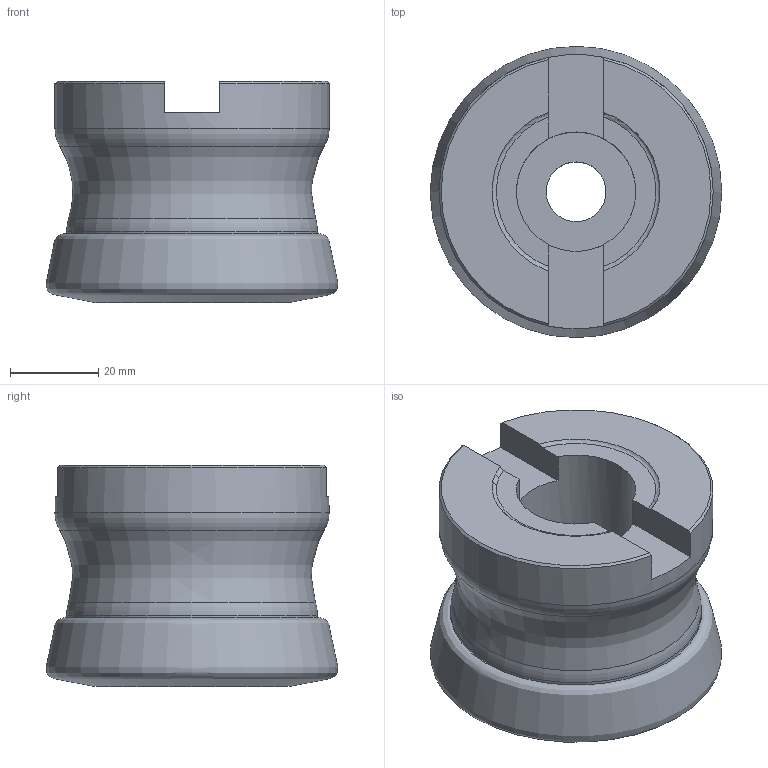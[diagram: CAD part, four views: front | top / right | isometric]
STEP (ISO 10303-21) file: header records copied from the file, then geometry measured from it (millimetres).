
FILE_DESCRIPTION(/* description */ (''),/* implementation_level */ '2;1');
FILE_NAME(/* name */ 'R220.21-0066-SP14.6A_Basic.stp',/* time_stamp */ '2021-08-04T18:56:24+05:00',/* author */ (''),/* organization */ (''),/* preprocessor_version */ 'ST-DEVELOPER v16.7',/* originating_system */ 'SIEMENS PLM Software NX 12.0',/* authorisation */ '');
FILE_SCHEMA (('AUTOMOTIVE_DESIGN { 1 0 10303 214 3 1 1 1 }'));
Length unit declared in the file: millimetre
Products named in the file (4): CUT; NOCUT; ASSEMBLY_CONSTRUCTION; A2353165 for 3d basic-final_stp - Copy
Assembly tree (3 placements, depth 2):
  A2353165 for 3d basic-final_stp - Copy
    ASSEMBLY_CONSTRUCTION
    NOCUT
    CUT
Bounding box: 65.9 x 65.86 x 50 mm (x, y, z)
Volume: 139000.1 mm3; surface area: 26644.4 mm2
Topology: 2 solids, 2 shells, 40 faces, 105 edges, 74 vertices
Faces by surface type: plane 13, torus 12, cone 5, cylinder 5, sphere 3, revolution 2
Full cylindrical faces by diameter (mm): 13.5 x1, 20 x1, 27 x1, 56.7 x1, 62 x1
Entity records: 1488 total; most frequent: CARTESIAN_POINT 511, DIRECTION 188, ORIENTED_EDGE 134, AXIS2_PLACEMENT_3D 83, EDGE_CURVE 67, EDGE_LOOP 66, VERTEX_POINT 53, FACE_BOUND 49
